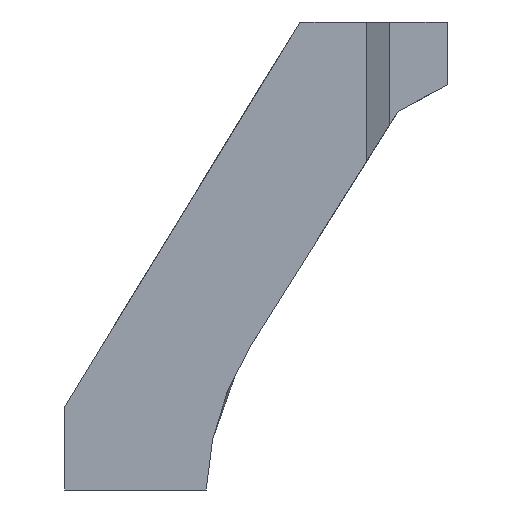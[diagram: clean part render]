
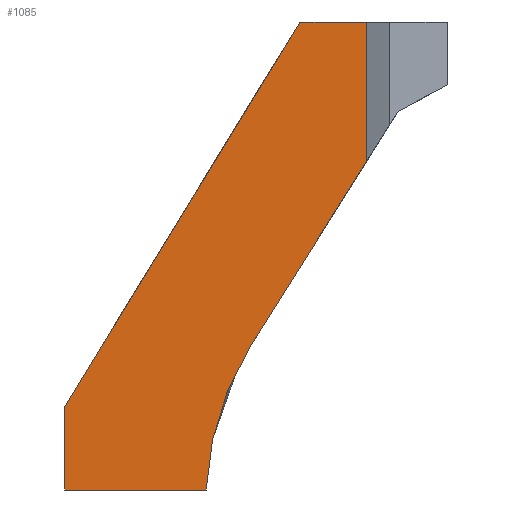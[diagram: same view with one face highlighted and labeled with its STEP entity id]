
A CAD part, front view. The second image highlights one B-rep face of the part: STEP entity #1085.
In plain terms, the highlighted planar face has unit normal (0, -1, 0).
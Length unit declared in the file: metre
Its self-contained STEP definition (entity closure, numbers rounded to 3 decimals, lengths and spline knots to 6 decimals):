
#38=CIRCLE('',#1181,0.028);
#254=ORIENTED_EDGE('',*,*,#462,.F.);
#255=ORIENTED_EDGE('',*,*,#444,.T.);
#256=ORIENTED_EDGE('',*,*,#424,.F.);
#257=ORIENTED_EDGE('',*,*,#463,.F.);
#258=ORIENTED_EDGE('',*,*,#464,.T.);
#259=ORIENTED_EDGE('',*,*,#431,.T.);
#260=ORIENTED_EDGE('',*,*,#454,.T.);
#424=EDGE_CURVE('',#548,#549,#660,.T.);
#431=EDGE_CURVE('',#556,#555,#667,.T.);
#444=EDGE_CURVE('',#567,#549,#38,.F.);
#454=EDGE_CURVE('',#555,#574,#686,.T.);
#462=EDGE_CURVE('',#567,#574,#694,.T.);
#463=EDGE_CURVE('',#578,#548,#695,.T.);
#464=EDGE_CURVE('',#578,#556,#696,.T.);
#548=VERTEX_POINT('',#1694);
#549=VERTEX_POINT('',#1696);
#555=VERTEX_POINT('',#1709);
#556=VERTEX_POINT('',#1711);
#567=VERTEX_POINT('',#1736);
#574=VERTEX_POINT('',#1756);
#578=VERTEX_POINT('',#1772);
#660=LINE('',#1695,#782);
#667=LINE('',#1710,#789);
#686=LINE('',#1755,#808);
#694=LINE('',#1770,#816);
#695=LINE('',#1771,#817);
#696=LINE('',#1773,#818);
#782=VECTOR('',#1381,1.);
#789=VECTOR('',#1390,1.);
#808=VECTOR('',#1425,1.);
#816=VECTOR('',#1439,1.);
#817=VECTOR('',#1440,1.);
#818=VECTOR('',#1441,1.);
#883=EDGE_LOOP('',(#254,#255,#256,#257,#258,#259,#260));
#965=FACE_BOUND('',#883,.T.);
#1028=PLANE('',#1188);
#1085=ADVANCED_FACE('',(#965),#1028,.T.);
#1181=AXIS2_PLACEMENT_3D('',#1735,#1407,#1408);
#1188=AXIS2_PLACEMENT_3D('',#1769,#1437,#1438);
#1381=DIRECTION('',(-0.532,0.,-0.847));
#1390=DIRECTION('',(-0.522,0.,-0.853));
#1407=DIRECTION('',(0.,-1.,0.));
#1408=DIRECTION('',(0.,0.,-1.));
#1425=DIRECTION('',(0.,0.,-1.));
#1437=DIRECTION('',(0.,-1.,0.));
#1438=DIRECTION('',(0.,0.,-1.));
#1439=DIRECTION('',(-1.,0.,0.));
#1440=DIRECTION('',(0.,0.,-1.));
#1441=DIRECTION('',(-1.,0.,0.));
#1694=CARTESIAN_POINT('',(0.052371,-0.0425,0.031434));
#1695=CARTESIAN_POINT('',(0.050996,-0.0425,0.029247));
#1696=CARTESIAN_POINT('',(0.041307,-0.0425,0.013831));
#1709=CARTESIAN_POINT('',(0.0235,-0.0425,0.008));
#1710=CARTESIAN_POINT('',(0.040626,-0.0425,0.03601));
#1711=CARTESIAN_POINT('',(0.046,-0.0425,0.0448));
#1735=CARTESIAN_POINT('',(0.065014,-0.0425,-0.001068));
#1736=CARTESIAN_POINT('',(0.037034,-0.0425,0.));
#1755=CARTESIAN_POINT('',(0.0235,-0.0425,0.0448));
#1756=CARTESIAN_POINT('',(0.0235,-0.0425,0.));
#1769=CARTESIAN_POINT('',(0.02625,-0.0425,0.0448));
#1770=CARTESIAN_POINT('',(0.02625,-0.0425,0.));
#1771=CARTESIAN_POINT('',(0.052371,-0.0425,0.0448));
#1772=CARTESIAN_POINT('',(0.052371,-0.0425,0.0448));
#1773=CARTESIAN_POINT('',(0.02625,-0.0425,0.0448));
